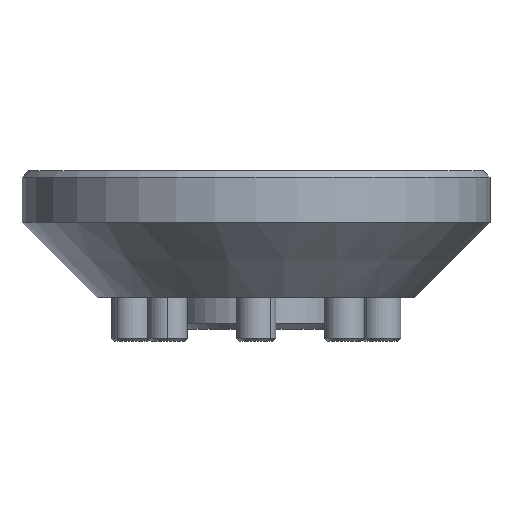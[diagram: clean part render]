
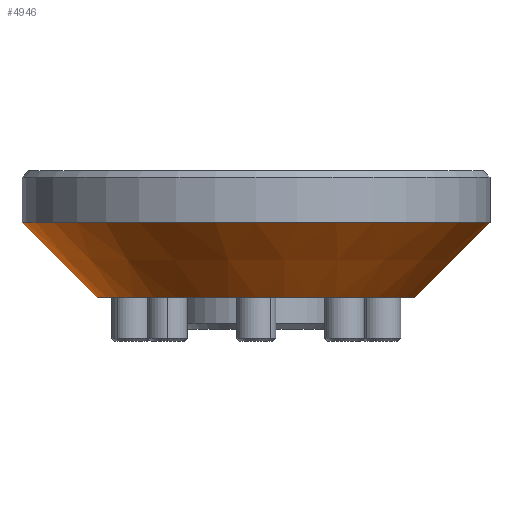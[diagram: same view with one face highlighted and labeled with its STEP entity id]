
A CAD part, front view. The second image highlights one B-rep face of the part: STEP entity #4946.
In plain terms, the highlighted conical face has half-angle 45 degrees and reference radius 29.5 mm.
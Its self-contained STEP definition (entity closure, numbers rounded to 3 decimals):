
#9 = ORIENTED_EDGE ( 'NONE', *, *, #5790, .T. ) ;
#133 = CONICAL_SURFACE ( 'NONE', #1215, 29.5, 0.785 ) ;
#381 = ORIENTED_EDGE ( 'NONE', *, *, #1514, .F. ) ;
#408 = CARTESIAN_POINT ( 'NONE',  ( 29.5, 0., 9.5 ) ) ;
#444 = FACE_OUTER_BOUND ( 'NONE', #1639, .T. ) ;
#794 = CARTESIAN_POINT ( 'NONE',  ( 0., 0., 0. ) ) ;
#887 = DIRECTION ( 'NONE',  ( -0.707, 0., 0.707 ) ) ;
#1074 = VERTEX_POINT ( 'NONE', #3795 ) ;
#1144 = CIRCLE ( 'NONE', #4089, 20. ) ;
#1161 = DIRECTION ( 'NONE',  ( 0.707, 0., 0.707 ) ) ;
#1215 = AXIS2_PLACEMENT_3D ( 'NONE', #1529, #2446, #5406 ) ;
#1262 = DIRECTION ( 'NONE',  ( 1., 0., 0. ) ) ;
#1350 = CARTESIAN_POINT ( 'NONE',  ( -29.5, 0., 9.5 ) ) ;
#1479 = VECTOR ( 'NONE', #887, 1000. ) ;
#1492 = DIRECTION ( 'NONE',  ( 1., 0., 0. ) ) ;
#1514 = EDGE_CURVE ( 'NONE', #5985, #1074, #1144, .T. ) ;
#1529 = CARTESIAN_POINT ( 'NONE',  ( 0., 0., 9.5 ) ) ;
#1639 = EDGE_LOOP ( 'NONE', ( #3998, #381, #9, #4715 ) ) ;
#2171 = CARTESIAN_POINT ( 'NONE',  ( 20., 0., 0. ) ) ;
#2199 = CIRCLE ( 'NONE', #5247, 29.5 ) ;
#2225 = EDGE_CURVE ( 'NONE', #2970, #3051, #2199, .T. ) ;
#2446 = DIRECTION ( 'NONE',  ( 0., 0., 1. ) ) ;
#2471 = DIRECTION ( 'NONE',  ( 0., 0., 1. ) ) ;
#2678 = LINE ( 'NONE', #4584, #6135 ) ;
#2970 = VERTEX_POINT ( 'NONE', #3857 ) ;
#3051 = VERTEX_POINT ( 'NONE', #408 ) ;
#3083 = EDGE_CURVE ( 'NONE', #1074, #2970, #4467, .T. ) ;
#3795 = CARTESIAN_POINT ( 'NONE',  ( -20., 0., 0. ) ) ;
#3857 = CARTESIAN_POINT ( 'NONE',  ( -29.5, 0., 9.5 ) ) ;
#3998 = ORIENTED_EDGE ( 'NONE', *, *, #3083, .F. ) ;
#4089 = AXIS2_PLACEMENT_3D ( 'NONE', #794, #5631, #1262 ) ;
#4467 = LINE ( 'NONE', #1350, #1479 ) ;
#4584 = CARTESIAN_POINT ( 'NONE',  ( 29.5, 0., 9.5 ) ) ;
#4715 = ORIENTED_EDGE ( 'NONE', *, *, #2225, .F. ) ;
#4912 = CARTESIAN_POINT ( 'NONE',  ( 0., 0., 9.5 ) ) ;
#4946 = ADVANCED_FACE ( 'NONE', ( #444 ), #133, .T. ) ;
#5247 = AXIS2_PLACEMENT_3D ( 'NONE', #4912, #2471, #1492 ) ;
#5406 = DIRECTION ( 'NONE',  ( 1., 0., 0. ) ) ;
#5631 = DIRECTION ( 'NONE',  ( 0., 0., -1. ) ) ;
#5790 = EDGE_CURVE ( 'NONE', #5985, #3051, #2678, .T. ) ;
#5985 = VERTEX_POINT ( 'NONE', #2171 ) ;
#6135 = VECTOR ( 'NONE', #1161, 1000. ) ;
